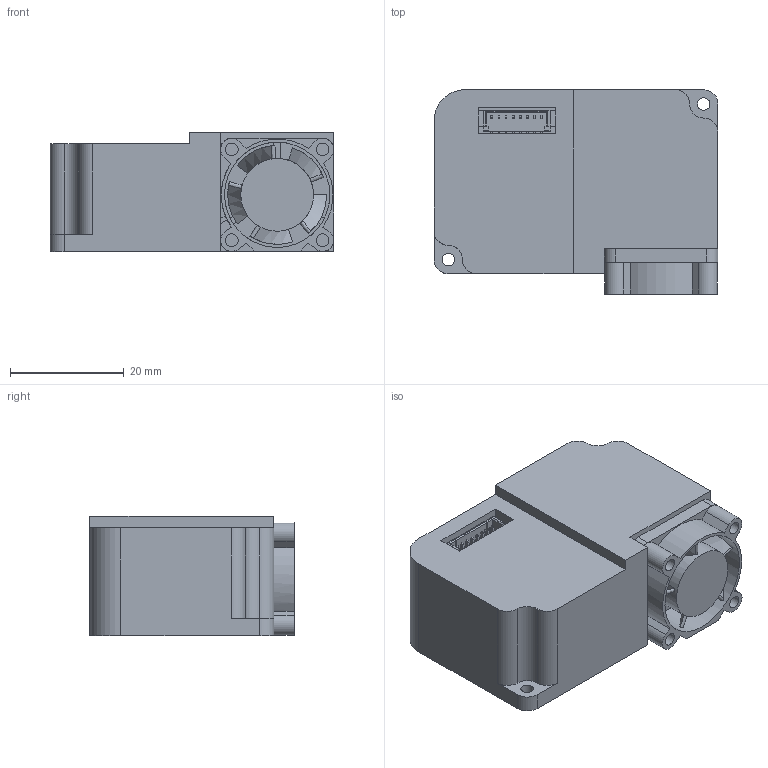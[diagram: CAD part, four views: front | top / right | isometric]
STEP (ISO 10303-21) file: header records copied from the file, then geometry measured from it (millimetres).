
FILE_DESCRIPTION( ( '' ), ' ' );
FILE_NAME( '5c732b7b9d95601a0894cbc6.step', '2019-02-24T23:40:44', ( '' ), ( '' ), ' ', ' ', ' ' );
FILE_SCHEMA( ( 'AUTOMOTIVE_DESIGN { 1 0 10303 214 1 1 1 1 }' ) );
Length unit declared in the file: metre
Products named in the file (4): Assem1; Part 1; Molex_53398_0871
Assembly tree (3 placements, depth 2):
  Assem1
    Part 1
    Part 1
    Molex_53398_0871
Bounding box: 50 x 36 x 21 mm (x, y, z)
Volume: 30725.9 mm3; surface area: 9473.3 mm2
Topology: 3 solids, 3 shells, 376 faces, 999 edges, 648 vertices
Faces by surface type: plane 316, cylinder 45, bspline 15
Full cylindrical faces by diameter (mm): 2.2 x2, 2.24 x4, 12.8 x1, 18.56 x1
Entity records: 14667 total; most frequent: CARTESIAN_POINT 2618, ORIENTED_EDGE 1976, DIRECTION 1778, EDGE_CURVE 988, LINE 846, VECTOR 846, VERTEX_POINT 646, AXIS2_PLACEMENT_3D 466
